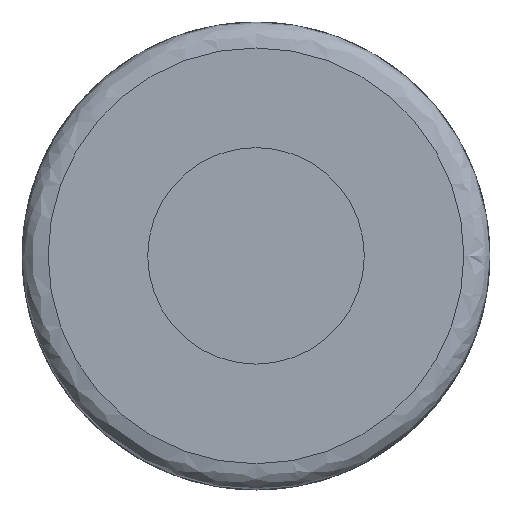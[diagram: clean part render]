
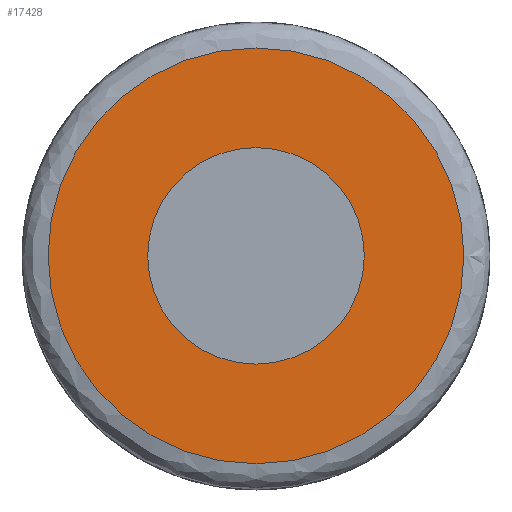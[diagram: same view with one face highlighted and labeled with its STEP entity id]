
A CAD part, top view. The second image highlights one B-rep face of the part: STEP entity #17428.
In plain terms, the highlighted planar face has unit normal (0, 0, 1).
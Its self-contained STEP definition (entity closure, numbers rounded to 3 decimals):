
#17401=CARTESIAN_POINT('',(-0.,0.,60.999));
#17402=DIRECTION('',(-0.,0.,1.));
#17403=DIRECTION('',(-1.,0.,-0.));
#17404=AXIS2_PLACEMENT_3D('',#17401,#17402,#17403);
#17405=PLANE('',#17404);
#17406=CARTESIAN_POINT('',(5.,0.,60.999));
#17407=VERTEX_POINT('',#17406);
#17408=CARTESIAN_POINT('',(-0.,0.,60.999));
#17409=DIRECTION('',(-0.,0.,1.));
#17410=DIRECTION('',(1.,0.,0.));
#17411=AXIS2_PLACEMENT_3D('',#17408,#17409,#17410);
#17412=CIRCLE('',#17411,5.);
#17413=EDGE_CURVE('',#17407,#17407,#17412,.T.);
#17414=ORIENTED_EDGE('',*,*,#17413,.F.);
#17415=EDGE_LOOP('',(#17414));
#17416=FACE_BOUND('',#17415,.T.);
#17417=CARTESIAN_POINT('',(9.6,-0.,60.999));
#17418=VERTEX_POINT('',#17417);
#17419=CARTESIAN_POINT('',(-0.,0.,60.999));
#17420=DIRECTION('',(0.,-0.,1.));
#17421=DIRECTION('',(1.,0.,0.));
#17422=AXIS2_PLACEMENT_3D('',#17419,#17420,#17421);
#17423=CIRCLE('',#17422,9.6);
#17424=EDGE_CURVE('',#17418,#17418,#17423,.T.);
#17425=ORIENTED_EDGE('',*,*,#17424,.T.);
#17426=EDGE_LOOP('',(#17425));
#17427=FACE_BOUND('',#17426,.T.);
#17428=ADVANCED_FACE('',(#17416,#17427),#17405,.T.);
